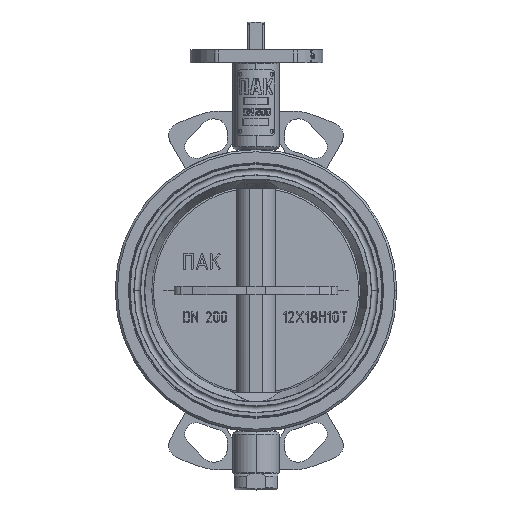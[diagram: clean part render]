
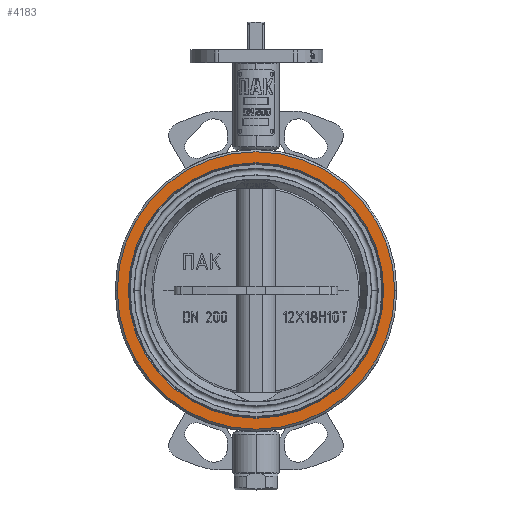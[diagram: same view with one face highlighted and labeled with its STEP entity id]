
A CAD part, top view. The second image highlights one B-rep face of the part: STEP entity #4183.
In plain terms, the highlighted planar face has unit normal (0, 0, 1).
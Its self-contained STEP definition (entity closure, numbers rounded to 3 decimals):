
#1739 = CIRCLE ( 'NONE', #20682, 121.016 ) ;
#3052 = ORIENTED_EDGE ( 'NONE', *, *, #35870, .T. ) ;
#4183 = ADVANCED_FACE ( 'NONE', ( #15195, #6658 ), #27436, .T. ) ;
#4296 = CARTESIAN_POINT ( 'NONE',  ( 0., 0., 30. ) ) ;
#6658 = FACE_OUTER_BOUND ( 'NONE', #19765, .T. ) ;
#7287 = VERTEX_POINT ( 'NONE', #21064 ) ;
#7909 = CARTESIAN_POINT ( 'NONE',  ( 0., 0., 30. ) ) ;
#8086 = DIRECTION ( 'NONE',  ( 0., 0., 1. ) ) ;
#9182 = VERTEX_POINT ( 'NONE', #17959 ) ;
#9322 = AXIS2_PLACEMENT_3D ( 'NONE', #27482, #33933, #14565 ) ;
#11208 = CARTESIAN_POINT ( 'NONE',  ( 0., 0., 30. ) ) ;
#11615 = EDGE_LOOP ( 'NONE', ( #27461, #33271 ) ) ;
#14565 = DIRECTION ( 'NONE',  ( 1., 0., 0. ) ) ;
#14956 = DIRECTION ( 'NONE',  ( 1., 0., 0. ) ) ;
#15195 = FACE_BOUND ( 'NONE', #11615, .T. ) ;
#15272 = CARTESIAN_POINT ( 'NONE',  ( -121.016, 0., 30. ) ) ;
#16280 = DIRECTION ( 'NONE',  ( 0., 0., 1. ) ) ;
#17959 = CARTESIAN_POINT ( 'NONE',  ( 121.016, 0., 30. ) ) ;
#19765 = EDGE_LOOP ( 'NONE', ( #35351, #3052 ) ) ;
#20682 = AXIS2_PLACEMENT_3D ( 'NONE', #29022, #16280, #38897 ) ;
#20841 = EDGE_CURVE ( 'NONE', #7287, #37189, #36254, .T. ) ;
#21064 = CARTESIAN_POINT ( 'NONE',  ( -131.5, 0., 30. ) ) ;
#22116 = AXIS2_PLACEMENT_3D ( 'NONE', #4296, #39824, #39552 ) ;
#24469 = DIRECTION ( 'NONE',  ( 0., 0., 1. ) ) ;
#27436 = PLANE ( 'NONE',  #28776 ) ;
#27461 = ORIENTED_EDGE ( 'NONE', *, *, #38733, .F. ) ;
#27482 = CARTESIAN_POINT ( 'NONE',  ( 0., 0., 30. ) ) ;
#27583 = CIRCLE ( 'NONE', #22116, 121.016 ) ;
#27690 = AXIS2_PLACEMENT_3D ( 'NONE', #11208, #8086, #14956 ) ;
#28776 = AXIS2_PLACEMENT_3D ( 'NONE', #7909, #24469, #30519 ) ;
#29022 = CARTESIAN_POINT ( 'NONE',  ( 0., 0., 30. ) ) ;
#29790 = EDGE_CURVE ( 'NONE', #32735, #9182, #1739, .T. ) ;
#30519 = DIRECTION ( 'NONE',  ( 1., 0., 0. ) ) ;
#30787 = CIRCLE ( 'NONE', #27690, 131.5 ) ;
#32735 = VERTEX_POINT ( 'NONE', #15272 ) ;
#32881 = CARTESIAN_POINT ( 'NONE',  ( 131.5, 0., 30. ) ) ;
#33271 = ORIENTED_EDGE ( 'NONE', *, *, #29790, .F. ) ;
#33933 = DIRECTION ( 'NONE',  ( 0., 0., 1. ) ) ;
#35351 = ORIENTED_EDGE ( 'NONE', *, *, #20841, .T. ) ;
#35870 = EDGE_CURVE ( 'NONE', #37189, #7287, #30787, .T. ) ;
#36254 = CIRCLE ( 'NONE', #9322, 131.5 ) ;
#37189 = VERTEX_POINT ( 'NONE', #32881 ) ;
#38733 = EDGE_CURVE ( 'NONE', #9182, #32735, #27583, .T. ) ;
#38897 = DIRECTION ( 'NONE',  ( 1., 0., 0. ) ) ;
#39552 = DIRECTION ( 'NONE',  ( 1., 0., 0. ) ) ;
#39824 = DIRECTION ( 'NONE',  ( 0., 0., 1. ) ) ;
